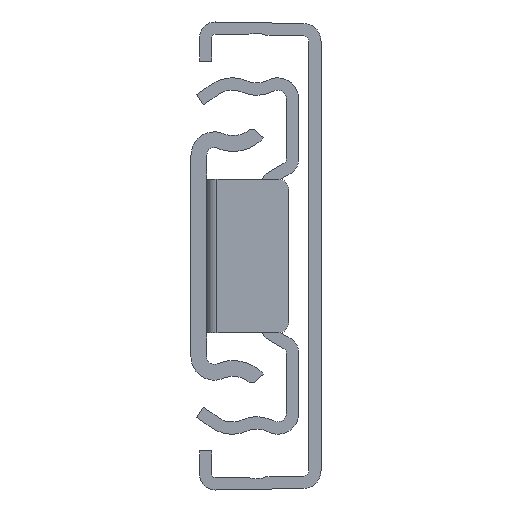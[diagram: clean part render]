
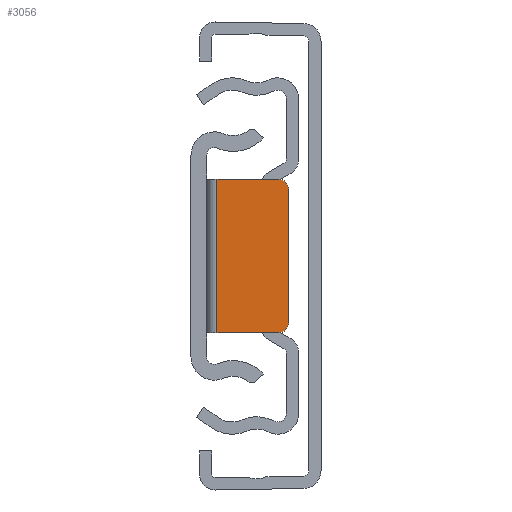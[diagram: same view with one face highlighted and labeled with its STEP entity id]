
A CAD part, left-side view. The second image highlights one B-rep face of the part: STEP entity #3056.
In plain terms, the highlighted face is planar.
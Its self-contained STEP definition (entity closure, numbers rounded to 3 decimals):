
#59 = EDGE_CURVE ( 'NONE', #2158, #2057, #6424, .T. ) ;
#411 = CARTESIAN_POINT ( 'NONE',  ( -7.5, -8.541, -1.5 ) ) ;
#889 = AXIS2_PLACEMENT_3D ( 'NONE', #6647, #8580, #7323 ) ;
#1047 = DIRECTION ( 'NONE',  ( 0., 1., 0. ) ) ;
#1138 = EDGE_CURVE ( 'NONE', #5087, #2040, #2942, .T. ) ;
#1181 = CARTESIAN_POINT ( 'NONE',  ( -7.5, -9.541, -1.5 ) ) ;
#1288 = LINE ( 'NONE', #3406, #4544 ) ;
#1540 = VERTEX_POINT ( 'NONE', #4221 ) ;
#1665 = DIRECTION ( 'NONE',  ( 0., 0., -1. ) ) ;
#1693 = VECTOR ( 'NONE', #1047, 1000. ) ;
#1887 = FACE_OUTER_BOUND ( 'NONE', #8371, .T. ) ;
#2040 = VERTEX_POINT ( 'NONE', #7057 ) ;
#2057 = VERTEX_POINT ( 'NONE', #411 ) ;
#2158 = VERTEX_POINT ( 'NONE', #4929 ) ;
#2166 = DIRECTION ( 'NONE',  ( 1., 0., 0. ) ) ;
#2171 = VECTOR ( 'NONE', #4231, 1000. ) ;
#2313 = ORIENTED_EDGE ( 'NONE', *, *, #3573, .T. ) ;
#2449 = DIRECTION ( 'NONE',  ( 1., 0., 0. ) ) ;
#2517 = EDGE_CURVE ( 'NONE', #2158, #2040, #3842, .T. ) ;
#2793 = ORIENTED_EDGE ( 'NONE', *, *, #3217, .F. ) ;
#2942 = CIRCLE ( 'NONE', #5234, 1. ) ;
#3056 = ADVANCED_FACE ( 'NONE', ( #1887 ), #5851, .F. ) ;
#3217 = EDGE_CURVE ( 'NONE', #5087, #1540, #8396, .T. ) ;
#3406 = CARTESIAN_POINT ( 'NONE',  ( 7.5, -2.541, -1.5 ) ) ;
#3573 = EDGE_CURVE ( 'NONE', #3751, #1540, #1288, .T. ) ;
#3624 = CARTESIAN_POINT ( 'NONE',  ( -7.5, -9.541, -1.5 ) ) ;
#3751 = VERTEX_POINT ( 'NONE', #5138 ) ;
#3842 = LINE ( 'NONE', #1181, #4248 ) ;
#4033 = DIRECTION ( 'NONE',  ( 1., 0., 0. ) ) ;
#4034 = DIRECTION ( 'NONE',  ( 0., 0., -1. ) ) ;
#4221 = CARTESIAN_POINT ( 'NONE',  ( 7.5, -2.541, -1.5 ) ) ;
#4231 = DIRECTION ( 'NONE',  ( 0., 1., 0. ) ) ;
#4248 = VECTOR ( 'NONE', #2449, 1000. ) ;
#4289 = ORIENTED_EDGE ( 'NONE', *, *, #1138, .T. ) ;
#4544 = VECTOR ( 'NONE', #4033, 1000. ) ;
#4727 = CARTESIAN_POINT ( 'NONE',  ( -6.5, -8.541, -1.5 ) ) ;
#4771 = ORIENTED_EDGE ( 'NONE', *, *, #6181, .T. ) ;
#4929 = CARTESIAN_POINT ( 'NONE',  ( -6.5, -9.541, -1.5 ) ) ;
#5087 = VERTEX_POINT ( 'NONE', #6918 ) ;
#5138 = CARTESIAN_POINT ( 'NONE',  ( -7.5, -2.541, -1.5 ) ) ;
#5234 = AXIS2_PLACEMENT_3D ( 'NONE', #6392, #1665, #2166 ) ;
#5851 = PLANE ( 'NONE',  #889 ) ;
#6153 = ORIENTED_EDGE ( 'NONE', *, *, #2517, .F. ) ;
#6176 = ORIENTED_EDGE ( 'NONE', *, *, #59, .T. ) ;
#6181 = EDGE_CURVE ( 'NONE', #2057, #3751, #7039, .T. ) ;
#6283 = AXIS2_PLACEMENT_3D ( 'NONE', #4727, #4034, #6808 ) ;
#6392 = CARTESIAN_POINT ( 'NONE',  ( 6.5, -8.541, -1.5 ) ) ;
#6424 = CIRCLE ( 'NONE', #6283, 1. ) ;
#6647 = CARTESIAN_POINT ( 'NONE',  ( -7.5, -9.541, -1.5 ) ) ;
#6808 = DIRECTION ( 'NONE',  ( 1., 0., 0. ) ) ;
#6918 = CARTESIAN_POINT ( 'NONE',  ( 7.5, -8.541, -1.5 ) ) ;
#7039 = LINE ( 'NONE', #3624, #1693 ) ;
#7057 = CARTESIAN_POINT ( 'NONE',  ( 6.5, -9.541, -1.5 ) ) ;
#7323 = DIRECTION ( 'NONE',  ( 1., 0., 0. ) ) ;
#8347 = CARTESIAN_POINT ( 'NONE',  ( 7.5, -9.541, -1.5 ) ) ;
#8371 = EDGE_LOOP ( 'NONE', ( #2793, #4289, #6153, #6176, #4771, #2313 ) ) ;
#8396 = LINE ( 'NONE', #8347, #2171 ) ;
#8580 = DIRECTION ( 'NONE',  ( 0., 0., 1. ) ) ;
